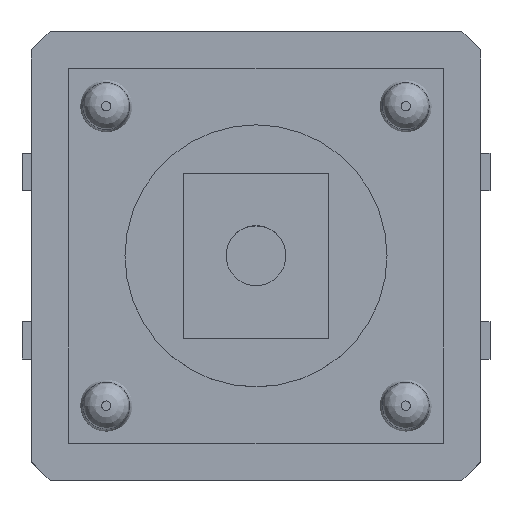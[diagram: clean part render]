
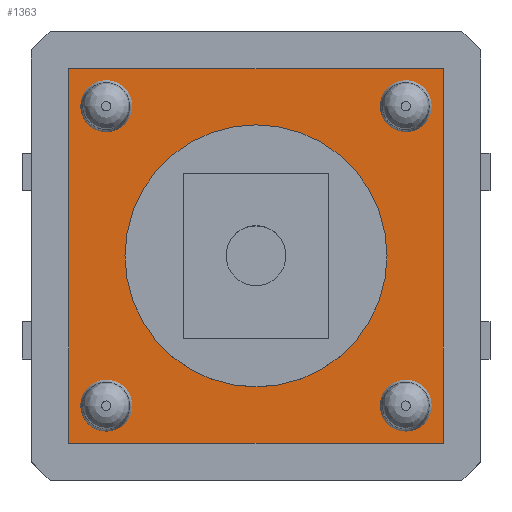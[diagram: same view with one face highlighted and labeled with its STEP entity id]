
A CAD part, top view. The second image highlights one B-rep face of the part: STEP entity #1363.
In plain terms, the highlighted planar face has unit normal (0, 0, 1).
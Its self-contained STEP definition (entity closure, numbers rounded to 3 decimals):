
#39=FACE_BOUND('',#539,.T.);
#40=FACE_BOUND('',#540,.T.);
#41=FACE_BOUND('',#541,.T.);
#42=FACE_BOUND('',#542,.T.);
#43=FACE_BOUND('',#543,.T.);
#155=LINE('',#2384,#290);
#158=LINE('',#2390,#293);
#161=LINE('',#2396,#296);
#164=LINE('',#2400,#299);
#290=VECTOR('',#1808,10.);
#293=VECTOR('',#1813,10.);
#296=VECTOR('',#1818,10.);
#299=VECTOR('',#1823,10.);
#377=PLANE('',#1497);
#456=FACE_OUTER_BOUND('',#538,.T.);
#538=EDGE_LOOP('',(#1217,#1218,#1219,#1220));
#539=EDGE_LOOP('',(#1221));
#540=EDGE_LOOP('',(#1222));
#541=EDGE_LOOP('',(#1223));
#542=EDGE_LOOP('',(#1224));
#543=EDGE_LOOP('',(#1225));
#594=CIRCLE('',#1479,0.625);
#596=CIRCLE('',#1482,0.625);
#598=CIRCLE('',#1485,0.625);
#600=CIRCLE('',#1488,0.625);
#602=CIRCLE('',#1491,3.5);
#702=VERTEX_POINT('',#2348);
#704=VERTEX_POINT('',#2354);
#706=VERTEX_POINT('',#2360);
#708=VERTEX_POINT('',#2366);
#710=VERTEX_POINT('',#2372);
#714=VERTEX_POINT('',#2381);
#715=VERTEX_POINT('',#2383);
#717=VERTEX_POINT('',#2389);
#719=VERTEX_POINT('',#2395);
#868=EDGE_CURVE('',#702,#702,#594,.T.);
#871=EDGE_CURVE('',#704,#704,#596,.T.);
#874=EDGE_CURVE('',#706,#706,#598,.T.);
#877=EDGE_CURVE('',#708,#708,#600,.T.);
#880=EDGE_CURVE('',#710,#710,#602,.T.);
#885=EDGE_CURVE('',#715,#714,#155,.T.);
#888=EDGE_CURVE('',#717,#715,#158,.T.);
#891=EDGE_CURVE('',#719,#717,#161,.T.);
#894=EDGE_CURVE('',#714,#719,#164,.T.);
#1217=ORIENTED_EDGE('',*,*,#894,.T.);
#1218=ORIENTED_EDGE('',*,*,#891,.T.);
#1219=ORIENTED_EDGE('',*,*,#888,.T.);
#1220=ORIENTED_EDGE('',*,*,#885,.T.);
#1221=ORIENTED_EDGE('',*,*,#880,.T.);
#1222=ORIENTED_EDGE('',*,*,#877,.T.);
#1223=ORIENTED_EDGE('',*,*,#874,.T.);
#1224=ORIENTED_EDGE('',*,*,#871,.T.);
#1225=ORIENTED_EDGE('',*,*,#868,.T.);
#1363=ADVANCED_FACE('',(#456,#39,#40,#41,#42,#43),#377,.T.);
#1479=AXIS2_PLACEMENT_3D('',#2349,#1771,#1772);
#1482=AXIS2_PLACEMENT_3D('',#2355,#1778,#1779);
#1485=AXIS2_PLACEMENT_3D('',#2361,#1785,#1786);
#1488=AXIS2_PLACEMENT_3D('',#2367,#1792,#1793);
#1491=AXIS2_PLACEMENT_3D('',#2373,#1799,#1800);
#1497=AXIS2_PLACEMENT_3D('',#2401,#1824,#1825);
#1771=DIRECTION('center_axis',(0.,0.,-1.));
#1772=DIRECTION('ref_axis',(-1.,0.,0.));
#1778=DIRECTION('center_axis',(0.,0.,-1.));
#1779=DIRECTION('ref_axis',(-1.,0.,0.));
#1785=DIRECTION('center_axis',(0.,0.,-1.));
#1786=DIRECTION('ref_axis',(-1.,0.,0.));
#1792=DIRECTION('center_axis',(0.,0.,-1.));
#1793=DIRECTION('ref_axis',(-1.,0.,0.));
#1799=DIRECTION('center_axis',(0.,0.,-1.));
#1800=DIRECTION('ref_axis',(-1.,0.,0.));
#1808=DIRECTION('',(-1.,0.,0.));
#1813=DIRECTION('',(0.,1.,0.));
#1818=DIRECTION('',(1.,0.,0.));
#1823=DIRECTION('',(0.,-1.,0.));
#1824=DIRECTION('center_axis',(0.,0.,1.));
#1825=DIRECTION('ref_axis',(-1.,0.,0.));
#2348=CARTESIAN_POINT('',(10.625,10.,3.));
#2349=CARTESIAN_POINT('Origin',(10.,10.,3.));
#2354=CARTESIAN_POINT('',(10.625,2.,3.));
#2355=CARTESIAN_POINT('Origin',(10.,2.,3.));
#2360=CARTESIAN_POINT('',(2.625,2.,3.));
#2361=CARTESIAN_POINT('Origin',(2.,2.,3.));
#2366=CARTESIAN_POINT('',(2.625,10.,3.));
#2367=CARTESIAN_POINT('Origin',(2.,10.,3.));
#2372=CARTESIAN_POINT('',(9.5,6.,3.));
#2373=CARTESIAN_POINT('Origin',(6.,6.,3.));
#2381=CARTESIAN_POINT('',(1.,11.,3.));
#2383=CARTESIAN_POINT('',(11.,11.,3.));
#2384=CARTESIAN_POINT('',(11.,11.,3.));
#2389=CARTESIAN_POINT('',(11.,1.,3.));
#2390=CARTESIAN_POINT('',(11.,1.,3.));
#2395=CARTESIAN_POINT('',(1.,1.,3.));
#2396=CARTESIAN_POINT('',(1.,1.,3.));
#2400=CARTESIAN_POINT('',(1.,11.,3.));
#2401=CARTESIAN_POINT('Origin',(6.,6.,3.));
